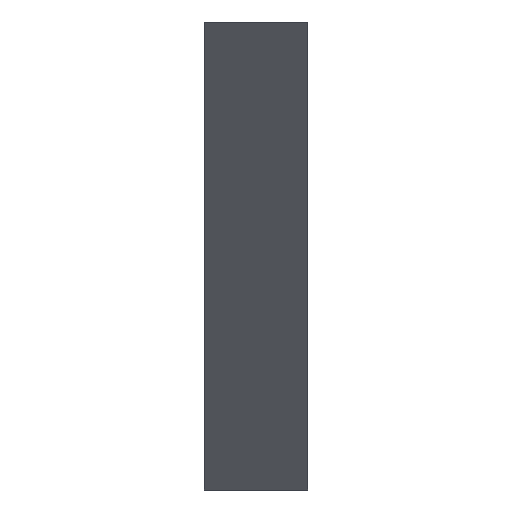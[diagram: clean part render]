
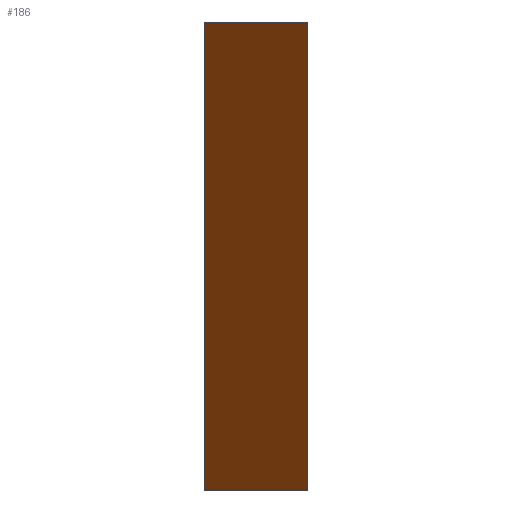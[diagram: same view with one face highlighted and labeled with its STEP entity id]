
A CAD part, left-side view. The second image highlights one B-rep face of the part: STEP entity #186.
In plain terms, the highlighted planar face has unit normal (-0.707, 0, -0.707).
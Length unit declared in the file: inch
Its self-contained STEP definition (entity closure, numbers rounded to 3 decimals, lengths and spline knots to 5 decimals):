
#7 = ORIENTED_EDGE ( 'NONE', *, *, #201, .F. ) ;
#8 = PLANE ( 'NONE',  #318 ) ;
#9 = CARTESIAN_POINT ( 'NONE',  ( 0., 0., 0. ) ) ;
#12 = DIRECTION ( 'NONE',  ( 0.707, 0., 0.707 ) ) ;
#13 = LINE ( 'NONE', #41, #199 ) ;
#28 = ORIENTED_EDGE ( 'NONE', *, *, #84, .F. ) ;
#37 = DIRECTION ( 'NONE',  ( -0.707, 0., 0.707 ) ) ;
#41 = CARTESIAN_POINT ( 'NONE',  ( 0., 0.35, 0. ) ) ;
#44 = LINE ( 'NONE', #178, #167 ) ;
#47 = DIRECTION ( 'NONE',  ( -0.707, 0., 0.707 ) ) ;
#51 = LINE ( 'NONE', #159, #163 ) ;
#57 = EDGE_CURVE ( 'NONE', #137, #76, #44, .T. ) ;
#76 = VERTEX_POINT ( 'NONE', #340 ) ;
#84 = EDGE_CURVE ( 'NONE', #284, #76, #51, .T. ) ;
#99 = CARTESIAN_POINT ( 'NONE',  ( -1.58938, 0.35, 1.58938 ) ) ;
#112 = VERTEX_POINT ( 'NONE', #156 ) ;
#137 = VERTEX_POINT ( 'NONE', #9 ) ;
#143 = FACE_OUTER_BOUND ( 'NONE', #291, .T. ) ;
#156 = CARTESIAN_POINT ( 'NONE',  ( 0., 0.35, 0. ) ) ;
#159 = CARTESIAN_POINT ( 'NONE',  ( -1.58938, 0.35, 1.58938 ) ) ;
#163 = VECTOR ( 'NONE', #207, 39.37008 ) ;
#167 = VECTOR ( 'NONE', #47, 39.37008 ) ;
#168 = CARTESIAN_POINT ( 'NONE',  ( 0., 0.35, 0. ) ) ;
#178 = CARTESIAN_POINT ( 'NONE',  ( 0., 0., 0. ) ) ;
#186 = ADVANCED_FACE ( 'NONE', ( #143 ), #8, .F. ) ;
#199 = VECTOR ( 'NONE', #227, 39.37008 ) ;
#200 = LINE ( 'NONE', #168, #214 ) ;
#201 = EDGE_CURVE ( 'NONE', #112, #284, #200, .T. ) ;
#207 = DIRECTION ( 'NONE',  ( 0., -1., 0. ) ) ;
#214 = VECTOR ( 'NONE', #37, 39.37008 ) ;
#227 = DIRECTION ( 'NONE',  ( 0., -1., 0. ) ) ;
#243 = EDGE_CURVE ( 'NONE', #112, #137, #13, .T. ) ;
#284 = VERTEX_POINT ( 'NONE', #99 ) ;
#291 = EDGE_LOOP ( 'NONE', ( #311, #28, #7, #298 ) ) ;
#297 = DIRECTION ( 'NONE',  ( 0.707, 0., -0.707 ) ) ;
#298 = ORIENTED_EDGE ( 'NONE', *, *, #243, .T. ) ;
#311 = ORIENTED_EDGE ( 'NONE', *, *, #57, .T. ) ;
#318 = AXIS2_PLACEMENT_3D ( 'NONE', #328, #12, #297 ) ;
#328 = CARTESIAN_POINT ( 'NONE',  ( 0., 0.35, 0. ) ) ;
#340 = CARTESIAN_POINT ( 'NONE',  ( -1.58938, 0., 1.58938 ) ) ;
